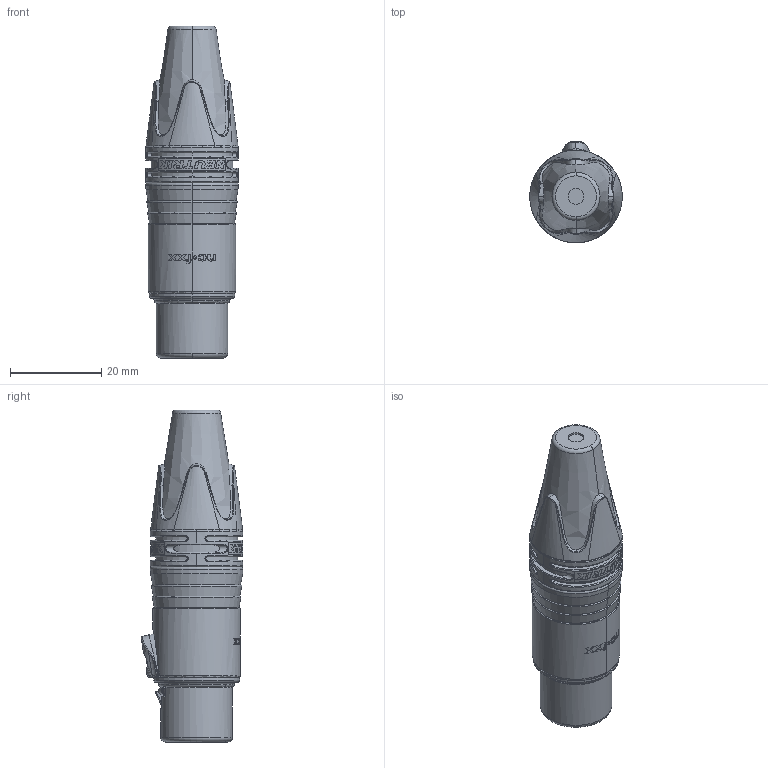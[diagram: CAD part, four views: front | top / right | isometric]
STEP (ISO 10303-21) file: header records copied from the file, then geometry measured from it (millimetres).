
FILE_DESCRIPTION((''),'2;1');
FILE_NAME('NC3FXX','2019-10-21T13:59:30',('odo'),(''),'CREO PARAMETRIC BY PTC INC, 2019080','CREO PARAMETRIC BY PTC INC, 2019080','');
FILE_SCHEMA(('CONFIG_CONTROL_DESIGN'));
Products named in the file (1): NC3FXX
Bounding box: 20.33 x 22.36 x 72.94 mm (x, y, z)
Volume: 17365.5 mm3; surface area: 5946.7 mm2
Topology: 1 solids, 3 shells, 1034 faces, 2729 edges, 1752 vertices
Faces by surface type: plane 533, bspline 177, cylinder 128, extrusion 112, torus 58, cone 17, sphere 7, revolution 2
Entity records: 46693 total; most frequent: CARTESIAN_POINT 22805, ORIENTED_EDGE 5432, DIRECTION 4109, EDGE_CURVE 2728, VERTEX_POINT 1752, VECTOR 1531, LINE 1419, AXIS2_PLACEMENT_3D 1288
